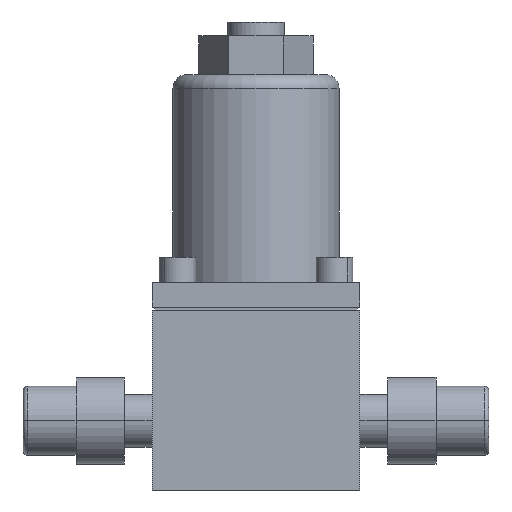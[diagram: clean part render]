
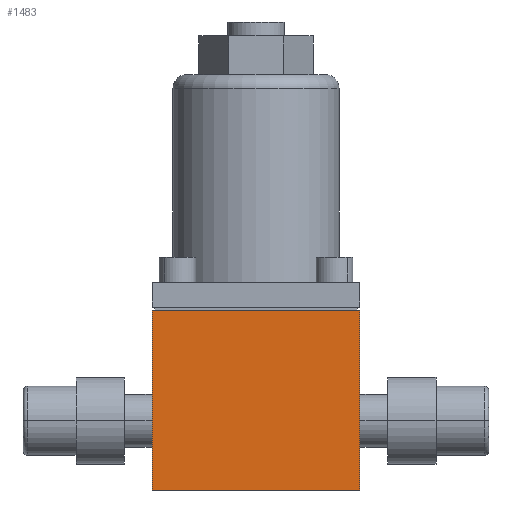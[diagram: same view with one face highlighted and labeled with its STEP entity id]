
A CAD part, front view. The second image highlights one B-rep face of the part: STEP entity #1483.
In plain terms, the highlighted planar face has unit normal (0, -1, 0).
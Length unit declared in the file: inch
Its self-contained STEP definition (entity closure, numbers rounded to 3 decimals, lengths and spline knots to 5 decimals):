
#13=DIRECTION('',(1.,0.,0.));
#14=VECTOR('',#13,1.5);
#15=CARTESIAN_POINT('',(-0.75,-0.75,0.));
#16=LINE('',#15,#14);
#37=DIRECTION('',(0.,0.,1.));
#38=VECTOR('',#37,1.3);
#39=CARTESIAN_POINT('',(0.75,-0.75,0.));
#40=LINE('',#39,#38);
#81=DIRECTION('',(1.,0.,0.));
#82=VECTOR('',#81,1.5);
#83=CARTESIAN_POINT('',(-0.75,-0.75,1.3));
#84=LINE('',#83,#82);
#85=DIRECTION('',(0.,0.,1.));
#86=VECTOR('',#85,1.3);
#87=CARTESIAN_POINT('',(-0.75,-0.75,0.));
#88=LINE('',#87,#86);
#1053=CARTESIAN_POINT('',(0.75,-0.75,0.));
#1055=VERTEX_POINT('',#1053);
#1059=CARTESIAN_POINT('',(-0.75,-0.75,0.));
#1060=VERTEX_POINT('',#1059);
#1073=CARTESIAN_POINT('',(-0.75,-0.75,1.3));
#1074=CARTESIAN_POINT('',(0.75,-0.75,1.3));
#1075=VERTEX_POINT('',#1073);
#1076=VERTEX_POINT('',#1074);
#1471=CARTESIAN_POINT('',(-0.75,-0.75,0.));
#1472=DIRECTION('',(0.,-1.,0.));
#1473=DIRECTION('',(1.,0.,0.));
#1474=AXIS2_PLACEMENT_3D('',#1471,#1472,#1473);
#1475=PLANE('',#1474);
#1476=ORIENTED_EDGE('',*,*,#1452,.T.);
#1477=ORIENTED_EDGE('',*,*,#1407,.F.);
#1478=ORIENTED_EDGE('',*,*,#1380,.F.);
#1480=ORIENTED_EDGE('',*,*,#1479,.T.);
#1481=EDGE_LOOP('',(#1476,#1477,#1478,#1480));
#1482=FACE_OUTER_BOUND('',#1481,.F.);
#1483=ADVANCED_FACE('',(#1482),#1475,.T.);
#1380=EDGE_CURVE('',#1060,#1055,#16,.T.);
#1407=EDGE_CURVE('',#1055,#1076,#40,.T.);
#1452=EDGE_CURVE('',#1075,#1076,#84,.T.);
#1479=EDGE_CURVE('',#1060,#1075,#88,.T.);
